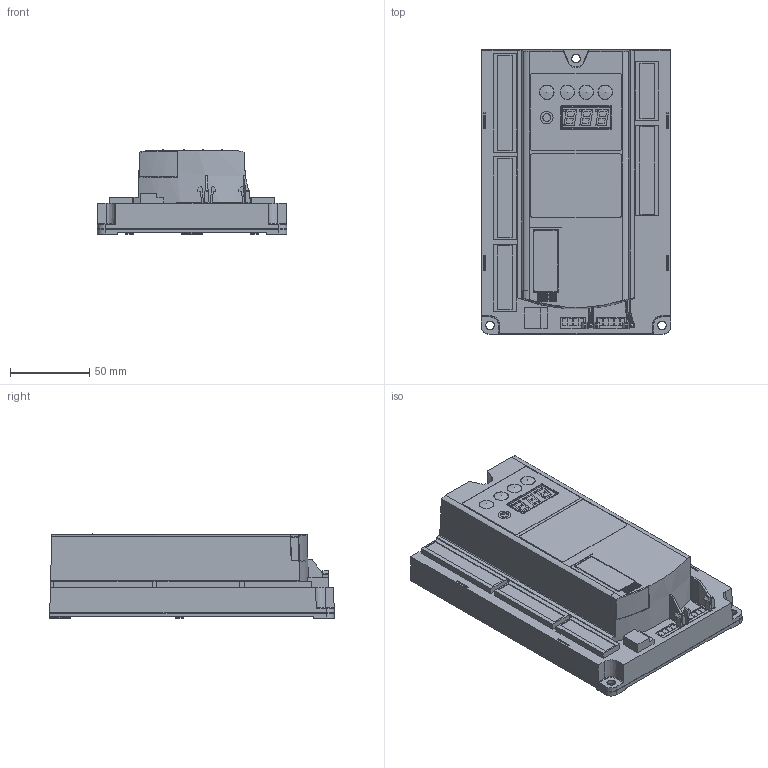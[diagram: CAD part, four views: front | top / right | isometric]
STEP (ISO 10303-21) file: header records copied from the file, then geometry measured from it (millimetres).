
FILE_DESCRIPTION(/* description */ (''),/* implementation_level */ '2;1');
FILE_NAME(/* name */ '016635_00.stp',/* time_stamp */ '2010-02-09T10:41:41+01:00',/* author */ (''),/* organization */ (''),/* preprocessor_version */ 'ST-DEVELOPER v11',/* originating_system */ 'SIEMENS UGS NX 6.0',/* authorisation */ '');
FILE_SCHEMA (('AUTOMOTIVE_DESIGN { 1 0 10303 214 1 1 1 1 }'));
Length unit declared in the file: millimetre
Products named in the file (1): roggF4F9kieu
Bounding box: 120 x 180 x 53.2 mm (x, y, z)
Volume: 757878.1 mm3; surface area: 85918.3 mm2
Topology: 1 solids, 6 shells, 614 faces, 1560 edges, 1014 vertices
Faces by surface type: plane 463, cylinder 103, bspline 19, cone 13, sphere 9, torus 7
Full cylindrical faces by diameter (mm): 1.25 x3, 5 x1, 5.3 x3, 5.4 x3, 8 x1
Entity records: 18555 total; most frequent: CARTESIAN_POINT 3963, ORIENTED_EDGE 3030, DIRECTION 2864, EDGE_CURVE 1515, LINE 1200, VECTOR 1200, VERTEX_POINT 992, AXIS2_PLACEMENT_3D 832
